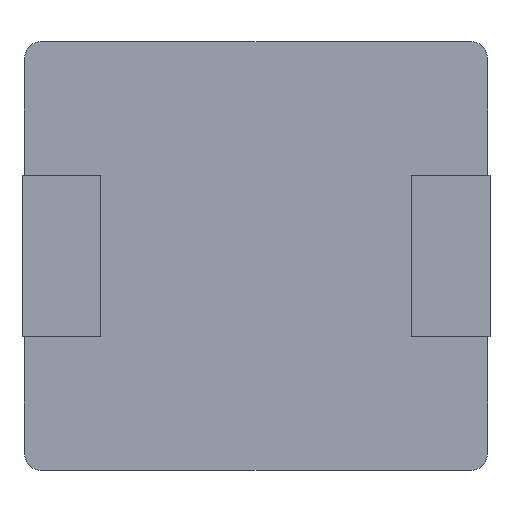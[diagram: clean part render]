
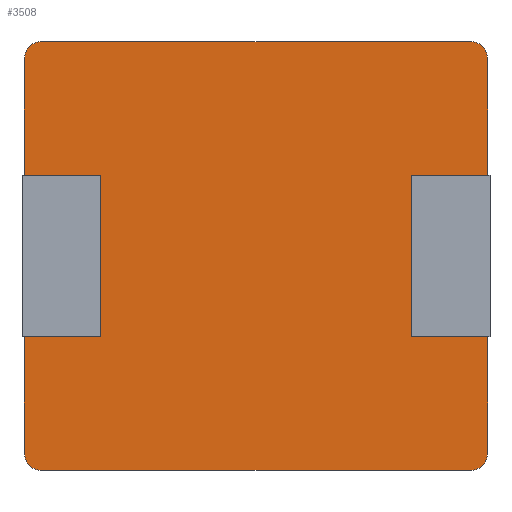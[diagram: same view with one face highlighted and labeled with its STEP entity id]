
A CAD part, front view. The second image highlights one B-rep face of the part: STEP entity #3508.
In plain terms, the highlighted planar face has unit normal (0, -1, 0).
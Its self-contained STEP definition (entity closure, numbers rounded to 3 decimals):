
#4 = EDGE_CURVE ( 'NONE', #3810, #8745, #2446, .T. ) ;
#78 = ORIENTED_EDGE ( 'NONE', *, *, #7547, .F. ) ;
#85 = DIRECTION ( 'NONE',  ( 0., 0., -1. ) ) ;
#86 = CARTESIAN_POINT ( 'NONE',  ( 4.52, 0., 2.35 ) ) ;
#204 = CARTESIAN_POINT ( 'NONE',  ( 6.75, 0., 5.75 ) ) ;
#291 = EDGE_CURVE ( 'NONE', #9363, #3810, #8805, .T. ) ;
#497 = LINE ( 'NONE', #3107, #5502 ) ;
#500 = VERTEX_POINT ( 'NONE', #6846 ) ;
#586 = EDGE_CURVE ( 'NONE', #6700, #500, #9841, .T. ) ;
#704 = ORIENTED_EDGE ( 'NONE', *, *, #5523, .F. ) ;
#763 = DIRECTION ( 'NONE',  ( -1., 0., 0. ) ) ;
#959 = CARTESIAN_POINT ( 'NONE',  ( 4.52, 0., -2.35 ) ) ;
#1023 = DIRECTION ( 'NONE',  ( 0., -1., 0. ) ) ;
#1088 = ORIENTED_EDGE ( 'NONE', *, *, #2913, .T. ) ;
#1199 = CARTESIAN_POINT ( 'NONE',  ( 4.52, 0., 2.35 ) ) ;
#1354 = LINE ( 'NONE', #86, #10174 ) ;
#1562 = DIRECTION ( 'NONE',  ( 0., 0., -1. ) ) ;
#1652 = VERTEX_POINT ( 'NONE', #10480 ) ;
#1841 = LINE ( 'NONE', #6382, #10153 ) ;
#1860 = AXIS2_PLACEMENT_3D ( 'NONE', #9436, #9398, #8573 ) ;
#1935 = EDGE_LOOP ( 'NONE', ( #7134, #8239, #7952, #7560, #704, #5272, #78, #10248, #3190, #1088, #9935, #4561, #3452, #3564, #2523, #7444 ) ) ;
#1937 = EDGE_CURVE ( 'NONE', #9525, #7838, #2069, .T. ) ;
#1952 = DIRECTION ( 'NONE',  ( 1., 0., 0. ) ) ;
#2069 = LINE ( 'NONE', #5036, #8582 ) ;
#2351 = VERTEX_POINT ( 'NONE', #8287 ) ;
#2446 = LINE ( 'NONE', #4058, #7593 ) ;
#2448 = CARTESIAN_POINT ( 'NONE',  ( -6.75, 0., 2.35 ) ) ;
#2513 = DIRECTION ( 'NONE',  ( 0., 0., -1. ) ) ;
#2523 = ORIENTED_EDGE ( 'NONE', *, *, #9761, .F. ) ;
#2527 = CARTESIAN_POINT ( 'NONE',  ( 6.25, 0., -5.75 ) ) ;
#2535 = CARTESIAN_POINT ( 'NONE',  ( 6.75, 0., 2.35 ) ) ;
#2760 = LINE ( 'NONE', #5722, #8914 ) ;
#2839 = DIRECTION ( 'NONE',  ( 0., -1., 0. ) ) ;
#2903 = AXIS2_PLACEMENT_3D ( 'NONE', #3655, #2839, #5347 ) ;
#2913 = EDGE_CURVE ( 'NONE', #1652, #9704, #8405, .T. ) ;
#2991 = EDGE_CURVE ( 'NONE', #3407, #6052, #8015, .T. ) ;
#3010 = CARTESIAN_POINT ( 'NONE',  ( -6.25, 0., -5.75 ) ) ;
#3053 = CARTESIAN_POINT ( 'NONE',  ( 0., 0., 0. ) ) ;
#3072 = CARTESIAN_POINT ( 'NONE',  ( 6.25, 0., 6.25 ) ) ;
#3096 = LINE ( 'NONE', #4787, #3491 ) ;
#3107 = CARTESIAN_POINT ( 'NONE',  ( 4.52, 0., 2.35 ) ) ;
#3179 = CARTESIAN_POINT ( 'NONE',  ( 6.75, 0., -6.25 ) ) ;
#3190 = ORIENTED_EDGE ( 'NONE', *, *, #5638, .F. ) ;
#3202 = DIRECTION ( 'NONE',  ( 0., 1., 0. ) ) ;
#3407 = VERTEX_POINT ( 'NONE', #204 ) ;
#3452 = ORIENTED_EDGE ( 'NONE', *, *, #5653, .T. ) ;
#3491 = VECTOR ( 'NONE', #763, 1000. ) ;
#3508 = ADVANCED_FACE ( 'NONE', ( #8263 ), #9611, .F. ) ;
#3564 = ORIENTED_EDGE ( 'NONE', *, *, #586, .T. ) ;
#3655 = CARTESIAN_POINT ( 'NONE',  ( -6.25, 0., 5.75 ) ) ;
#3744 = AXIS2_PLACEMENT_3D ( 'NONE', #3010, #10316, #7878 ) ;
#3810 = VERTEX_POINT ( 'NONE', #9558 ) ;
#3890 = AXIS2_PLACEMENT_3D ( 'NONE', #3053, #3202, #4773 ) ;
#3926 = EDGE_CURVE ( 'NONE', #8470, #3939, #1354, .T. ) ;
#3939 = VERTEX_POINT ( 'NONE', #2535 ) ;
#4005 = LINE ( 'NONE', #3179, #5509 ) ;
#4058 = CARTESIAN_POINT ( 'NONE',  ( 6.75, 0., -6.25 ) ) ;
#4115 = CARTESIAN_POINT ( 'NONE',  ( -6.75, 0., -5.75 ) ) ;
#4347 = CIRCLE ( 'NONE', #3744, 0.5 ) ;
#4561 = ORIENTED_EDGE ( 'NONE', *, *, #1937, .F. ) ;
#4640 = VECTOR ( 'NONE', #8123, 1000. ) ;
#4773 = DIRECTION ( 'NONE',  ( 0., 0., 1. ) ) ;
#4787 = CARTESIAN_POINT ( 'NONE',  ( -6.75, 0., -6.25 ) ) ;
#4796 = AXIS2_PLACEMENT_3D ( 'NONE', #2527, #1023, #8160 ) ;
#4873 = EDGE_CURVE ( 'NONE', #10106, #8745, #7056, .T. ) ;
#5036 = CARTESIAN_POINT ( 'NONE',  ( -4.52, 0., 2.35 ) ) ;
#5272 = ORIENTED_EDGE ( 'NONE', *, *, #3926, .T. ) ;
#5275 = CARTESIAN_POINT ( 'NONE',  ( -4.52, 0., 2.35 ) ) ;
#5347 = DIRECTION ( 'NONE',  ( 0., 0., 1. ) ) ;
#5421 = CARTESIAN_POINT ( 'NONE',  ( -4.52, 0., -2.35 ) ) ;
#5502 = VECTOR ( 'NONE', #1562, 1000. ) ;
#5506 = VECTOR ( 'NONE', #9570, 1000. ) ;
#5509 = VECTOR ( 'NONE', #85, 1000. ) ;
#5523 = EDGE_CURVE ( 'NONE', #8470, #9363, #497, .T. ) ;
#5638 = EDGE_CURVE ( 'NONE', #1652, #6052, #5879, .T. ) ;
#5653 = EDGE_CURVE ( 'NONE', #9525, #6700, #2760, .T. ) ;
#5722 = CARTESIAN_POINT ( 'NONE',  ( -4.52, 0., 2.35 ) ) ;
#5749 = CARTESIAN_POINT ( 'NONE',  ( -6.75, 0., 6.25 ) ) ;
#5879 = LINE ( 'NONE', #5749, #8413 ) ;
#5978 = CARTESIAN_POINT ( 'NONE',  ( -6.75, 0., -6.25 ) ) ;
#6052 = VERTEX_POINT ( 'NONE', #3072 ) ;
#6382 = CARTESIAN_POINT ( 'NONE',  ( -6.75, 0., -6.25 ) ) ;
#6442 = VECTOR ( 'NONE', #7678, 1000. ) ;
#6537 = EDGE_CURVE ( 'NONE', #10106, #2351, #3096, .T. ) ;
#6700 = VERTEX_POINT ( 'NONE', #9584 ) ;
#6846 = CARTESIAN_POINT ( 'NONE',  ( -6.75, 0., -2.35 ) ) ;
#7056 = CIRCLE ( 'NONE', #4796, 0.5 ) ;
#7134 = ORIENTED_EDGE ( 'NONE', *, *, #6537, .F. ) ;
#7400 = DIRECTION ( 'NONE',  ( -1., 0., 0. ) ) ;
#7444 = ORIENTED_EDGE ( 'NONE', *, *, #8794, .T. ) ;
#7506 = LINE ( 'NONE', #5978, #6442 ) ;
#7547 = EDGE_CURVE ( 'NONE', #3407, #3939, #4005, .T. ) ;
#7560 = ORIENTED_EDGE ( 'NONE', *, *, #291, .F. ) ;
#7593 = VECTOR ( 'NONE', #2513, 1000. ) ;
#7678 = DIRECTION ( 'NONE',  ( 0., 0., 1. ) ) ;
#7838 = VERTEX_POINT ( 'NONE', #2448 ) ;
#7878 = DIRECTION ( 'NONE',  ( 0., 0., 1. ) ) ;
#7952 = ORIENTED_EDGE ( 'NONE', *, *, #4, .F. ) ;
#8015 = CIRCLE ( 'NONE', #1860, 0.5 ) ;
#8123 = DIRECTION ( 'NONE',  ( 1., 0., 0. ) ) ;
#8160 = DIRECTION ( 'NONE',  ( 0., 0., 1. ) ) ;
#8229 = CARTESIAN_POINT ( 'NONE',  ( 4.52, 0., -2.35 ) ) ;
#8239 = ORIENTED_EDGE ( 'NONE', *, *, #4873, .T. ) ;
#8245 = CARTESIAN_POINT ( 'NONE',  ( 6.75, 0., -5.75 ) ) ;
#8263 = FACE_OUTER_BOUND ( 'NONE', #1935, .T. ) ;
#8287 = CARTESIAN_POINT ( 'NONE',  ( -6.25, 0., -6.25 ) ) ;
#8405 = CIRCLE ( 'NONE', #2903, 0.5 ) ;
#8413 = VECTOR ( 'NONE', #1952, 1000. ) ;
#8470 = VERTEX_POINT ( 'NONE', #1199 ) ;
#8573 = DIRECTION ( 'NONE',  ( 0., 0., 1. ) ) ;
#8582 = VECTOR ( 'NONE', #7400, 1000. ) ;
#8745 = VERTEX_POINT ( 'NONE', #8245 ) ;
#8794 = EDGE_CURVE ( 'NONE', #10024, #2351, #4347, .T. ) ;
#8805 = LINE ( 'NONE', #8229, #4640 ) ;
#8914 = VECTOR ( 'NONE', #9014, 1000. ) ;
#9014 = DIRECTION ( 'NONE',  ( 0., 0., -1. ) ) ;
#9363 = VERTEX_POINT ( 'NONE', #959 ) ;
#9398 = DIRECTION ( 'NONE',  ( 0., -1., 0. ) ) ;
#9436 = CARTESIAN_POINT ( 'NONE',  ( 6.25, 0., 5.75 ) ) ;
#9525 = VERTEX_POINT ( 'NONE', #5275 ) ;
#9558 = CARTESIAN_POINT ( 'NONE',  ( 6.75, 0., -2.35 ) ) ;
#9570 = DIRECTION ( 'NONE',  ( -1., 0., 0. ) ) ;
#9584 = CARTESIAN_POINT ( 'NONE',  ( -4.52, 0., -2.35 ) ) ;
#9590 = EDGE_CURVE ( 'NONE', #7838, #9704, #7506, .T. ) ;
#9611 = PLANE ( 'NONE',  #3890 ) ;
#9704 = VERTEX_POINT ( 'NONE', #10429 ) ;
#9738 = DIRECTION ( 'NONE',  ( 0., 0., 1. ) ) ;
#9747 = DIRECTION ( 'NONE',  ( 1., 0., 0. ) ) ;
#9761 = EDGE_CURVE ( 'NONE', #10024, #500, #1841, .T. ) ;
#9841 = LINE ( 'NONE', #5421, #5506 ) ;
#9935 = ORIENTED_EDGE ( 'NONE', *, *, #9590, .F. ) ;
#9943 = CARTESIAN_POINT ( 'NONE',  ( 6.25, 0., -6.25 ) ) ;
#10024 = VERTEX_POINT ( 'NONE', #4115 ) ;
#10106 = VERTEX_POINT ( 'NONE', #9943 ) ;
#10153 = VECTOR ( 'NONE', #9738, 1000. ) ;
#10174 = VECTOR ( 'NONE', #9747, 1000. ) ;
#10248 = ORIENTED_EDGE ( 'NONE', *, *, #2991, .T. ) ;
#10316 = DIRECTION ( 'NONE',  ( 0., -1., 0. ) ) ;
#10429 = CARTESIAN_POINT ( 'NONE',  ( -6.75, 0., 5.75 ) ) ;
#10480 = CARTESIAN_POINT ( 'NONE',  ( -6.25, 0., 6.25 ) ) ;
